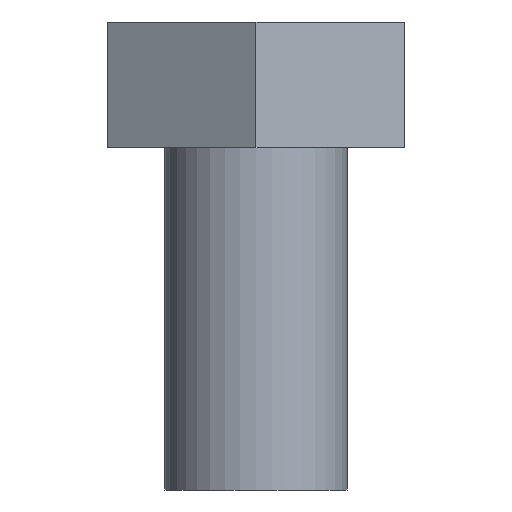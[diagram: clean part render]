
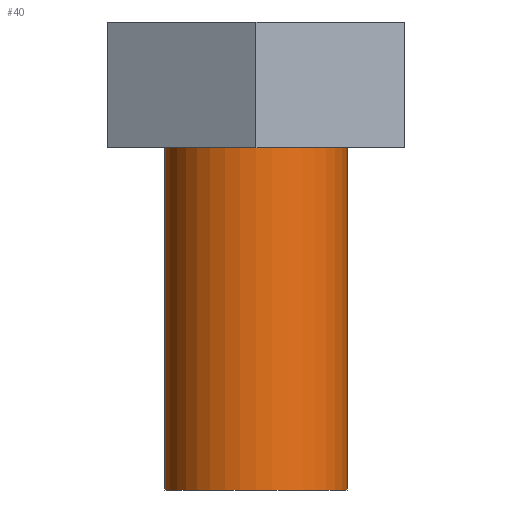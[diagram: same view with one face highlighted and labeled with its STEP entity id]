
A CAD part, front view. The second image highlights one B-rep face of the part: STEP entity #40.
In plain terms, the highlighted cylindrical face has radius 4 mm (diameter 8 mm), a partial arc.
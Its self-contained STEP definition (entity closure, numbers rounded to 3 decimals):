
#40 = ADVANCED_FACE ( 'NONE', ( #294 ), #293, .T. ) ;
#41 = EDGE_LOOP ( 'NONE', ( #42, #43, #45, #123 ) ) ;
#42 = ORIENTED_EDGE ( 'NONE', *, *, #199, .F. ) ;
#43 = ORIENTED_EDGE ( 'NONE', *, *, #44, .F. ) ;
#44 = EDGE_CURVE ( 'NONE', #200, #197, #287, .T. ) ;
#45 = ORIENTED_EDGE ( 'NONE', *, *, #418, .T. ) ;
#123 = ORIENTED_EDGE ( 'NONE', *, *, #153, .T. ) ;
#153 = EDGE_CURVE ( 'NONE', #421, #201, #631, .T. ) ;
#197 = VERTEX_POINT ( 'NONE', #684 ) ;
#199 = EDGE_CURVE ( 'NONE', #197, #201, #683, .T. ) ;
#200 = VERTEX_POINT ( 'NONE', #679 ) ;
#201 = VERTEX_POINT ( 'NONE', #678 ) ;
#284 = DIRECTION ( 'NONE',  ( -1., 0., 0. ) ) ;
#285 = DIRECTION ( 'NONE',  ( 0., 0., -1. ) ) ;
#286 = AXIS2_PLACEMENT_3D ( 'NONE', #292, #285, #284 ) ;
#287 = CIRCLE ( 'NONE', #286, 4. ) ;
#288 = DIRECTION ( 'NONE',  ( 1., 0., 0. ) ) ;
#289 = DIRECTION ( 'NONE',  ( 0., 0., 1. ) ) ;
#290 = CARTESIAN_POINT ( 'NONE',  ( 0., 0., -15. ) ) ;
#291 = AXIS2_PLACEMENT_3D ( 'NONE', #290, #289, #288 ) ;
#292 = CARTESIAN_POINT ( 'NONE',  ( 0., 0., -15. ) ) ;
#293 = CYLINDRICAL_SURFACE ( 'NONE', #291, 4. ) ;
#294 = FACE_OUTER_BOUND ( 'NONE', #41, .T. ) ;
#418 = EDGE_CURVE ( 'NONE', #200, #421, #832, .T. ) ;
#421 = VERTEX_POINT ( 'NONE', #886 ) ;
#627 = DIRECTION ( 'NONE',  ( 1., 0., 0. ) ) ;
#628 = DIRECTION ( 'NONE',  ( 0., 0., -1. ) ) ;
#629 = CARTESIAN_POINT ( 'NONE',  ( 0., 0., 0. ) ) ;
#630 = AXIS2_PLACEMENT_3D ( 'NONE', #629, #628, #627 ) ;
#631 = CIRCLE ( 'NONE', #630, 4. ) ;
#678 = CARTESIAN_POINT ( 'NONE',  ( -4., 0., 0. ) ) ;
#679 = CARTESIAN_POINT ( 'NONE',  ( 4., 0., -15. ) ) ;
#680 = DIRECTION ( 'NONE',  ( 0., 0., 1. ) ) ;
#681 = VECTOR ( 'NONE', #680, 1000. ) ;
#682 = CARTESIAN_POINT ( 'NONE',  ( -4., 0., -15. ) ) ;
#683 = LINE ( 'NONE', #682, #681 ) ;
#684 = CARTESIAN_POINT ( 'NONE',  ( -4., 0., -15. ) ) ;
#829 = DIRECTION ( 'NONE',  ( 0., 0., 1. ) ) ;
#830 = VECTOR ( 'NONE', #829, 1000. ) ;
#831 = CARTESIAN_POINT ( 'NONE',  ( 4., 0., -15. ) ) ;
#832 = LINE ( 'NONE', #831, #830 ) ;
#886 = CARTESIAN_POINT ( 'NONE',  ( 4., 0., 0. ) ) ;
